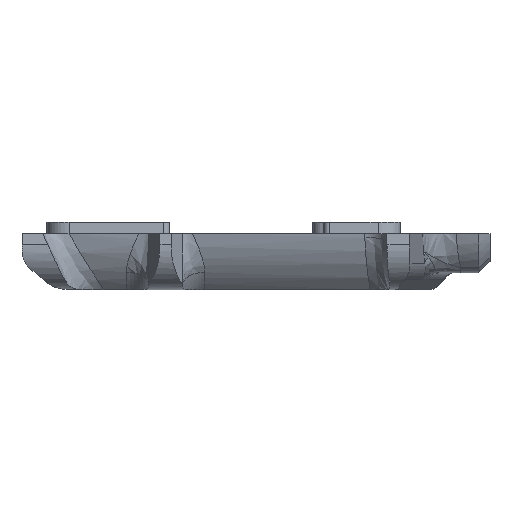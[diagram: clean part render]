
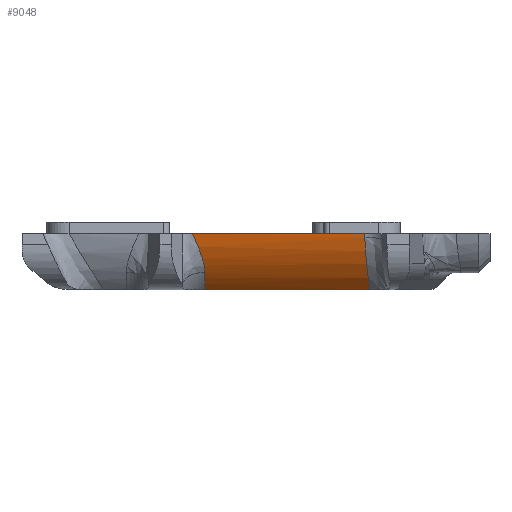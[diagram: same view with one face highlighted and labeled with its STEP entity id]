
A CAD part, left-side view. The second image highlights one B-rep face of the part: STEP entity #9048.
In plain terms, the highlighted cylindrical face has radius 18.19 mm (diameter 36.38 mm), a partial arc.
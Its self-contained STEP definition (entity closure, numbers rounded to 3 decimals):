
#859=CARTESIAN_POINT('',(-0.,5.424,-10.));
#860=VERTEX_POINT('',#859);
#889=CARTESIAN_POINT('',(-0.,35.,-10.));
#890=VERTEX_POINT('',#889);
#891=CARTESIAN_POINT('',(-0.,35.,-10.));
#892=DIRECTION('',(0.,-1.,-0.));
#893=VECTOR('',#892,29.576);
#894=LINE('',#891,#893);
#895=EDGE_CURVE('',#890,#860,#894,.T.);
#1445=CARTESIAN_POINT('',(-5.659,37.224,-0.));
#1446=VERTEX_POINT('',#1445);
#1457=CARTESIAN_POINT('',(-5.659,6.405,-0.));
#1458=VERTEX_POINT('',#1457);
#1459=CARTESIAN_POINT('',(-5.659,37.224,-0.));
#1460=DIRECTION('',(0.,-1.,-0.));
#1461=VECTOR('',#1460,30.819);
#1462=LINE('',#1459,#1461);
#1463=EDGE_CURVE('',#1446,#1458,#1462,.T.);
#8550=CARTESIAN_POINT('',(-2.721,35.,-6.917));
#8551=VERTEX_POINT('',#8550);
#8552=CARTESIAN_POINT('',(-5.659,37.224,-0.));
#8553=CARTESIAN_POINT('',(-5.542,36.937,-0.595));
#8554=CARTESIAN_POINT('',(-5.396,36.662,-1.186));
#8555=CARTESIAN_POINT('',(-5.218,36.407,-1.773));
#8556=CARTESIAN_POINT('',(-5.04,36.152,-2.361));
#8557=CARTESIAN_POINT('',(-4.83,35.916,-2.946));
#8558=CARTESIAN_POINT('',(-4.586,35.71,-3.529));
#8559=CARTESIAN_POINT('',(-4.464,35.607,-3.821));
#8560=CARTESIAN_POINT('',(-4.332,35.511,-4.113));
#8561=CARTESIAN_POINT('',(-4.193,35.426,-4.402));
#8562=CARTESIAN_POINT('',(-4.054,35.34,-4.691));
#8563=CARTESIAN_POINT('',(-3.906,35.265,-4.976));
#8564=CARTESIAN_POINT('',(-3.751,35.203,-5.258));
#8565=CARTESIAN_POINT('',(-3.441,35.077,-5.823));
#8566=CARTESIAN_POINT('',(-3.099,35.,-6.375));
#8567=CARTESIAN_POINT('',(-2.721,35.,-6.917));
#8568=B_SPLINE_CURVE_WITH_KNOTS('',3,(#8552,#8553,#8554,#8555,#8556,#8557,#8558,#8559,#8560,#8561,#8562,#8563,#8564,#8565,#8566,#8567),.UNSPECIFIED.,.F.,.F.,(4,3,3,3,3,4),(0.008,0.01,0.013,0.014,0.015,0.018),.UNSPECIFIED.);
#8569=EDGE_CURVE('',#1446,#8551,#8568,.T.);
#8597=CARTESIAN_POINT('',(12.191,35.,3.5));
#8598=DIRECTION('',(-0.,-1.,-0.));
#8599=DIRECTION('',(-1.,0.,0.));
#8600=AXIS2_PLACEMENT_3D('',#8597,#8598,#8599);
#8601=CIRCLE('',#8600,18.19);
#8602=EDGE_CURVE('',#8551,#890,#8601,.T.);
#8768=CARTESIAN_POINT('',(-5.503,6.383,-0.717));
#8769=VERTEX_POINT('',#8768);
#8770=CARTESIAN_POINT('',(-5.503,6.383,-0.717));
#8771=CARTESIAN_POINT('',(-5.56,6.393,-0.479));
#8772=CARTESIAN_POINT('',(-5.612,6.4,-0.24));
#8773=CARTESIAN_POINT('',(-5.659,6.405,-0.));
#8774=B_SPLINE_CURVE_WITH_KNOTS('',3,(#8770,#8771,#8772,#8773),.UNSPECIFIED.,.F.,.F.,(4,4),(0.01,0.011),.UNSPECIFIED.);
#8775=EDGE_CURVE('',#8769,#1458,#8774,.T.);
#8978=CARTESIAN_POINT('',(12.191,3.299,3.5));
#8979=DIRECTION('',(0.172,0.985,0.));
#8980=DIRECTION('',(0.985,-0.172,0.));
#8981=AXIS2_PLACEMENT_3D('',#8978,#8979,#8980);
#8982=ELLIPSE('',#8981,18.464,18.19);
#8983=EDGE_CURVE('',#860,#8769,#8982,.T.);
#9035=CARTESIAN_POINT('',(12.191,68.,3.5));
#9036=DIRECTION('',(0.,-1.,-0.));
#9037=DIRECTION('',(0.,-0.,1.));
#9038=AXIS2_PLACEMENT_3D('',#9035,#9036,#9037);
#9039=CYLINDRICAL_SURFACE('',#9038,18.19);
#9040=ORIENTED_EDGE('',*,*,#1463,.F.);
#9041=ORIENTED_EDGE('',*,*,#8569,.T.);
#9042=ORIENTED_EDGE('',*,*,#8602,.T.);
#9043=ORIENTED_EDGE('',*,*,#895,.T.);
#9044=ORIENTED_EDGE('',*,*,#8983,.T.);
#9045=ORIENTED_EDGE('',*,*,#8775,.T.);
#9046=EDGE_LOOP('',(#9040,#9041,#9042,#9043,#9044,#9045));
#9047=FACE_BOUND('',#9046,.T.);
#9048=ADVANCED_FACE('',(#9047),#9039,.T.);
